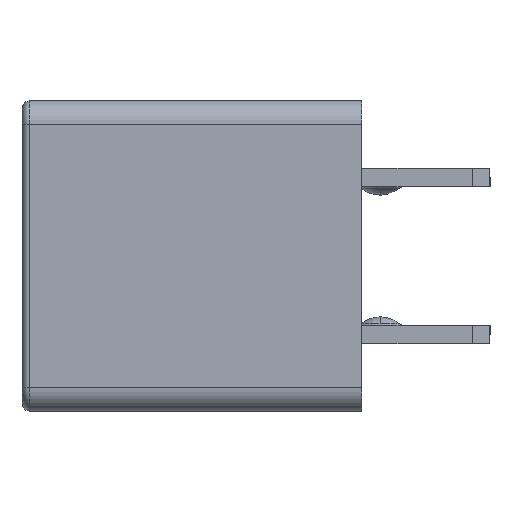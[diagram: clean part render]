
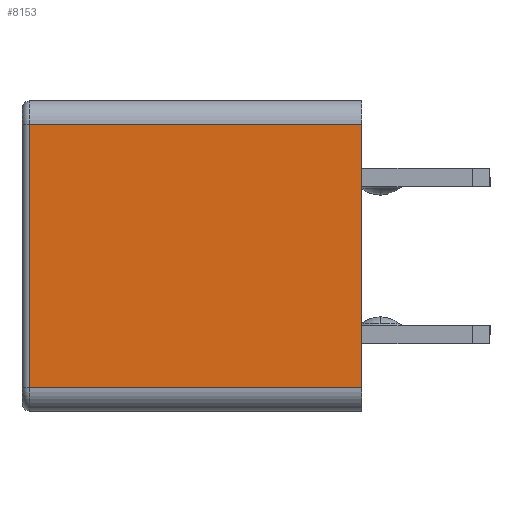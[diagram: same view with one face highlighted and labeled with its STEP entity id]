
A CAD part, left-side view. The second image highlights one B-rep face of the part: STEP entity #8153.
In plain terms, the highlighted planar face has unit normal (-1, 0, 0).
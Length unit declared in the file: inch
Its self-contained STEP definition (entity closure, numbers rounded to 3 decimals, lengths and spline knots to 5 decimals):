
#31 = FACE_OUTER_BOUND ( 'NONE', #4288, .T. ) ;
#904 = DIRECTION ( 'NONE',  ( 0., 0., -1. ) ) ;
#1763 = EDGE_CURVE ( 'NONE', #9429, #10984, #4649, .T. ) ;
#2333 = LINE ( 'NONE', #11215, #10432 ) ;
#2388 = LINE ( 'NONE', #5211, #7989 ) ;
#2523 = EDGE_CURVE ( 'NONE', #13352, #7361, #13028, .T. ) ;
#2542 = ORIENTED_EDGE ( 'NONE', *, *, #1763, .F. ) ;
#2627 = CARTESIAN_POINT ( 'NONE',  ( -0.37392, 0.12366, -0.10648 ) ) ;
#3845 = DIRECTION ( 'NONE',  ( 0., 0., 1. ) ) ;
#4288 = EDGE_LOOP ( 'NONE', ( #2542, #8165, #6195, #7895 ) ) ;
#4626 = VECTOR ( 'NONE', #6976, 39.37008 ) ;
#4649 = LINE ( 'NONE', #6259, #9919 ) ;
#5029 = EDGE_CURVE ( 'NONE', #9429, #13352, #2388, .T. ) ;
#5207 = DIRECTION ( 'NONE',  ( 0., -1., 0. ) ) ;
#5211 = CARTESIAN_POINT ( 'NONE',  ( -0.37392, 0.11766, -0.10648 ) ) ;
#5807 = CARTESIAN_POINT ( 'NONE',  ( -0.37392, 0.11766, -0.10648 ) ) ;
#6195 = ORIENTED_EDGE ( 'NONE', *, *, #2523, .T. ) ;
#6259 = CARTESIAN_POINT ( 'NONE',  ( -0.37392, 0.12366, 0.11852 ) ) ;
#6260 = EDGE_CURVE ( 'NONE', #7361, #10984, #2333, .T. ) ;
#6976 = DIRECTION ( 'NONE',  ( 0., -1., 0. ) ) ;
#7255 = DIRECTION ( 'NONE',  ( 1., 0., 0. ) ) ;
#7361 = VERTEX_POINT ( 'NONE', #7690 ) ;
#7690 = CARTESIAN_POINT ( 'NONE',  ( -0.37392, -0.16634, -0.10648 ) ) ;
#7895 = ORIENTED_EDGE ( 'NONE', *, *, #6260, .T. ) ;
#7989 = VECTOR ( 'NONE', #12582, 39.37008 ) ;
#8153 = ADVANCED_FACE ( 'NONE', ( #31 ), #13528, .F. ) ;
#8165 = ORIENTED_EDGE ( 'NONE', *, *, #5029, .T. ) ;
#9429 = VERTEX_POINT ( 'NONE', #11774 ) ;
#9919 = VECTOR ( 'NONE', #5207, 39.37008 ) ;
#10139 = AXIS2_PLACEMENT_3D ( 'NONE', #13578, #7255, #904 ) ;
#10432 = VECTOR ( 'NONE', #3845, 39.37008 ) ;
#10984 = VERTEX_POINT ( 'NONE', #12727 ) ;
#11215 = CARTESIAN_POINT ( 'NONE',  ( -0.37392, -0.16634, -0.10648 ) ) ;
#11774 = CARTESIAN_POINT ( 'NONE',  ( -0.37392, 0.11766, 0.11852 ) ) ;
#12582 = DIRECTION ( 'NONE',  ( 0., 0., -1. ) ) ;
#12727 = CARTESIAN_POINT ( 'NONE',  ( -0.37392, -0.16634, 0.11852 ) ) ;
#13028 = LINE ( 'NONE', #2627, #4626 ) ;
#13352 = VERTEX_POINT ( 'NONE', #5807 ) ;
#13528 = PLANE ( 'NONE',  #10139 ) ;
#13578 = CARTESIAN_POINT ( 'NONE',  ( -0.37392, 0.12366, -0.10648 ) ) ;
